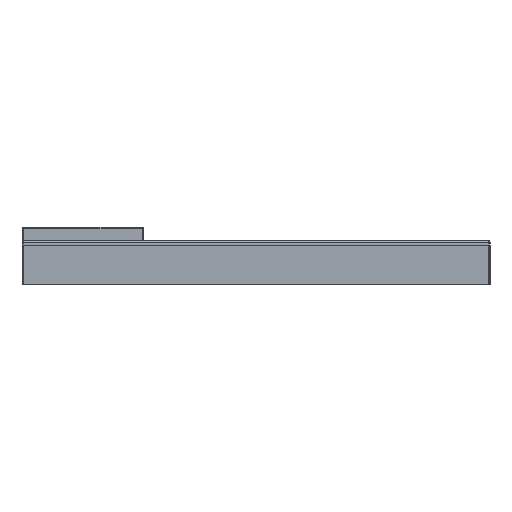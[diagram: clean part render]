
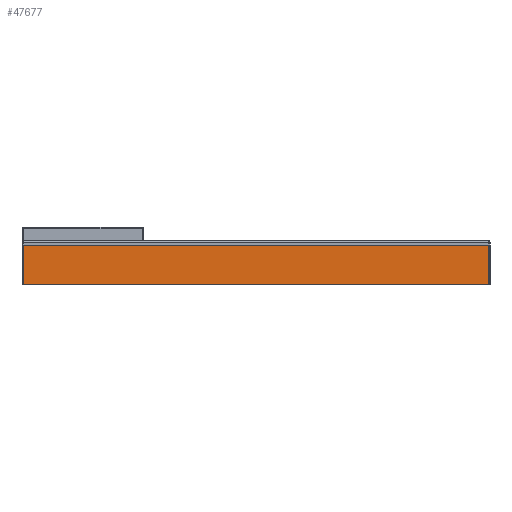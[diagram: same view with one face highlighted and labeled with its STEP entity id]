
A CAD part, left-side view. The second image highlights one B-rep face of the part: STEP entity #47677.
In plain terms, the highlighted planar face has unit normal (-1, 0, 0).
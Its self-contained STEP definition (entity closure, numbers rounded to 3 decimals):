
#5682=FACE_OUTER_BOUND('',#8947,.T.);
#8947=EDGE_LOOP('',(#40520,#40521,#40522,#40523));
#13342=LINE('',#75105,#18577);
#13343=LINE('',#75108,#18578);
#13344=LINE('',#75110,#18579);
#13345=LINE('',#75111,#18580);
#18577=VECTOR('',#61198,10.);
#18578=VECTOR('',#61201,10.);
#18579=VECTOR('',#61202,10.);
#18580=VECTOR('',#61203,10.);
#23453=VERTEX_POINT('',#75098);
#23456=VERTEX_POINT('',#75103);
#23457=VERTEX_POINT('',#75107);
#23458=VERTEX_POINT('',#75109);
#29361=EDGE_CURVE('',#23456,#23453,#13342,.T.);
#29362=EDGE_CURVE('',#23457,#23456,#13343,.T.);
#29363=EDGE_CURVE('',#23458,#23457,#13344,.T.);
#29364=EDGE_CURVE('',#23453,#23458,#13345,.T.);
#40520=ORIENTED_EDGE('',*,*,#29361,.F.);
#40521=ORIENTED_EDGE('',*,*,#29362,.F.);
#40522=ORIENTED_EDGE('',*,*,#29363,.F.);
#40523=ORIENTED_EDGE('',*,*,#29364,.F.);
#45495=PLANE('',#51297);
#47677=ADVANCED_FACE('',(#5682),#45495,.T.);
#51297=AXIS2_PLACEMENT_3D('',#75106,#61199,#61200);
#61198=DIRECTION('',(0.,0.,-1.));
#61199=DIRECTION('center_axis',(-1.,0.,0.));
#61200=DIRECTION('ref_axis',(0.,0.,1.));
#61201=DIRECTION('',(0.,-1.,0.));
#61202=DIRECTION('',(0.,0.,1.));
#61203=DIRECTION('',(0.,1.,0.));
#75098=CARTESIAN_POINT('',(315.08,-299.4,-13.));
#75103=CARTESIAN_POINT('',(315.08,-299.4,1.6));
#75105=CARTESIAN_POINT('',(315.08,-299.4,0.));
#75106=CARTESIAN_POINT('Origin',(315.08,-295.7,0.));
#75107=CARTESIAN_POINT('',(315.08,-127.35,1.6));
#75108=CARTESIAN_POINT('',(315.08,-295.7,1.6));
#75109=CARTESIAN_POINT('',(315.08,-127.35,-13.));
#75110=CARTESIAN_POINT('',(315.08,-127.35,0.));
#75111=CARTESIAN_POINT('',(315.08,-131.05,-13.));
